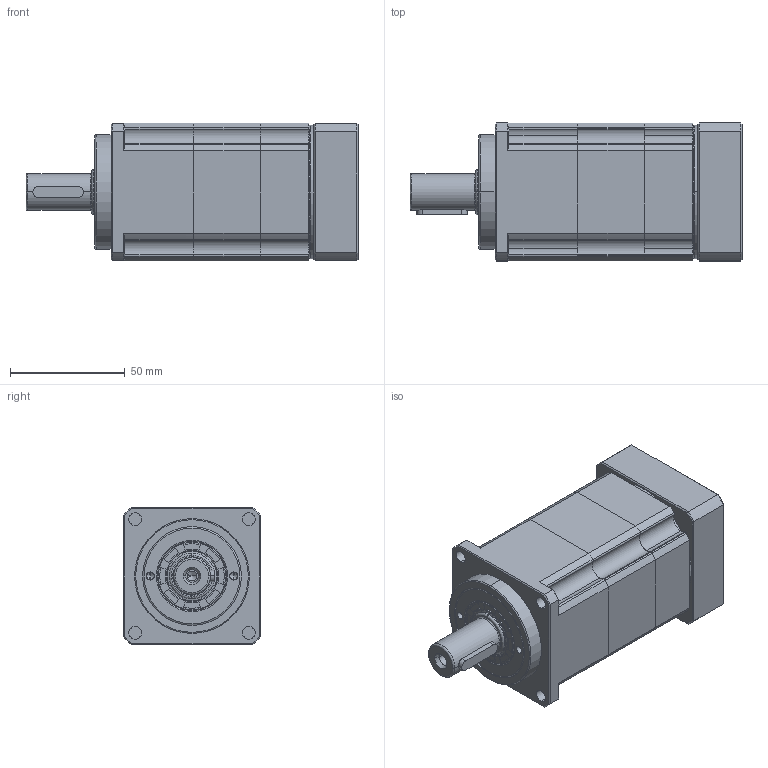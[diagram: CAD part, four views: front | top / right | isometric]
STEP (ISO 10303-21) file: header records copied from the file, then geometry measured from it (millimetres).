
FILE_DESCRIPTION (( 'STEP AP203' ), '1' );
FILE_NAME ('FAB060D-L2-11-50-70-M4-34.STEP', '2021-04-27T11:05:15', ( '微软用户' ), ( '微软中国' ), 'SwSTEP 2.0', 'SolidWorks 2016', '' );
FILE_SCHEMA (( 'CONFIG_CONTROL_DESIGN' ));
Length unit declared in the file: millimetre
Products named in the file (14): FAB060D-L2-11-50-70-M4-34; A倰す瑩5-22_2; hex socket set screws with cone point gb_GB_FASTENER_SCREWS_HSCP M10X10-N_2; hexagon socket head cap screws gb_GB_FASTENER_SCREWS_HSHCS M4X16-N_2; FAB060D-Z108一级内齿圈_1; 1-输入端壳体FAB060D_2; FAB060D输出内齿圈壳体; 坶踡遠18-37-12(1)_1; FAB060D隅弇覃淕杶; 输入太阳齿轮060D-14_1; 输入调整套14-11; FAB060D怀堤俴陎殤1_2; 11-镂空输入法兰FAB060D-50-70-M4; 蚐猾20304_2
Assembly tree (16 placements, depth 2):
  FAB060D-L2-11-50-70-M4-34
    1-输入端壳体FAB060D_2
    坶踡遠18-37-12(1)_1
    输入太阳齿轮060D-14_1
    FAB060D怀堤俴陎殤1_2
    蚐猾20304_2
    A倰す瑩5-22_2
    hex socket set screws with cone point gb_GB_FASTENER_SCREWS_HSCP M10X10-N_2
    hexagon socket head cap screws gb_GB_FASTENER_SCREWS_HSHCS M4X16-N_2  x4
    FAB060D-Z108一级内齿圈_1
    FAB060D输出内齿圈壳体
    FAB060D隅弇覃淕杶
    输入调整套14-11
    11-镂空输入法兰FAB060D-50-70-M4
Bounding box: 144.5 x 60 x 60 mm (x, y, z)
Volume: 329012.8 mm3; surface area: 82483.7 mm2
Topology: 17 solids, 17 shells, 968 faces, 2356 edges, 1425 vertices
Faces by surface type: cylinder 316, plane 279, cone 196, torus 134, bspline 43
Entity records: 33969 total; most frequent: CARTESIAN_POINT 11278, DIRECTION 4726, ORIENTED_EDGE 4272, EDGE_CURVE 2136, AXIS2_PLACEMENT_3D 1941, VERTEX_POINT 1326, CIRCLE 1072, EDGE_LOOP 984
